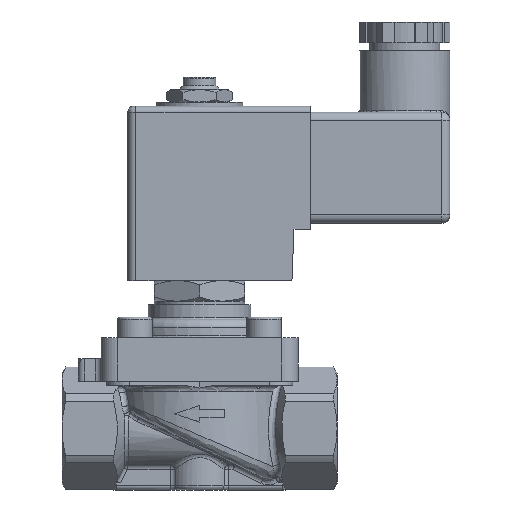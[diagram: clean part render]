
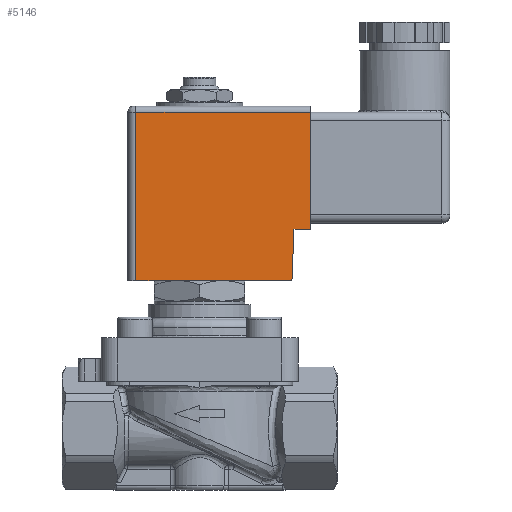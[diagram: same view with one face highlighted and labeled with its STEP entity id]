
A CAD part, left-side view. The second image highlights one B-rep face of the part: STEP entity #5146.
In plain terms, the highlighted planar face has unit normal (-1, 0, 0).
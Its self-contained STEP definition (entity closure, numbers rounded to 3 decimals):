
#185=LINE('',#7708,#486);
#190=LINE('',#7740,#491);
#199=LINE('',#7795,#500);
#200=LINE('',#7797,#501);
#201=LINE('',#7799,#502);
#202=LINE('',#7800,#503);
#486=VECTOR('',#6192,38.);
#491=VECTOR('',#6221,28.5);
#500=VECTOR('',#6258,42.5);
#501=VECTOR('',#6261,41.);
#502=VECTOR('',#6262,12.51);
#503=VECTOR('',#6263,4.);
#926=PLANE('',#5552);
#1214=FACE_OUTER_BOUND('',#1576,.T.);
#1576=EDGE_LOOP('',(#3604,#3605,#3606,#3607,#3608,#3609));
#2228=VERTEX_POINT('',#7698);
#2232=VERTEX_POINT('',#7706);
#2246=VERTEX_POINT('',#7737);
#2247=VERTEX_POINT('',#7739);
#2261=VERTEX_POINT('',#7791);
#2262=VERTEX_POINT('',#7798);
#2741=EDGE_CURVE('',#2232,#2228,#185,.T.);
#2756=EDGE_CURVE('',#2246,#2247,#190,.T.);
#2776=EDGE_CURVE('',#2261,#2246,#199,.T.);
#2777=EDGE_CURVE('',#2228,#2261,#200,.T.);
#2778=EDGE_CURVE('',#2262,#2232,#201,.T.);
#2779=EDGE_CURVE('',#2247,#2262,#202,.T.);
#3604=ORIENTED_EDGE('',*,*,#2776,.F.);
#3605=ORIENTED_EDGE('',*,*,#2777,.F.);
#3606=ORIENTED_EDGE('',*,*,#2741,.F.);
#3607=ORIENTED_EDGE('',*,*,#2778,.F.);
#3608=ORIENTED_EDGE('',*,*,#2779,.F.);
#3609=ORIENTED_EDGE('',*,*,#2756,.F.);
#5146=ADVANCED_FACE('',(#1214),#926,.F.);
#5552=AXIS2_PLACEMENT_3D('',#7796,#6259,#6260);
#6192=DIRECTION('',(0.,1.,0.));
#6221=DIRECTION('',(0.,0.,-1.));
#6258=DIRECTION('',(0.,-1.,0.));
#6259=DIRECTION('center_axis',(1.,0.,0.));
#6260=DIRECTION('ref_axis',(0.,0.,-1.));
#6261=DIRECTION('',(0.,0.,1.));
#6262=DIRECTION('',(0.,0.04,-0.999));
#6263=DIRECTION('',(0.,1.,0.));
#7698=CARTESIAN_POINT('',(-17.75,15.5,34.));
#7706=CARTESIAN_POINT('',(-17.75,-22.5,34.));
#7708=CARTESIAN_POINT('',(-17.75,-22.5,34.));
#7737=CARTESIAN_POINT('',(-17.75,-27.,75.));
#7739=CARTESIAN_POINT('',(-17.75,-27.,46.5));
#7740=CARTESIAN_POINT('',(-17.75,-27.,76.5));
#7791=CARTESIAN_POINT('',(-17.75,15.5,75.));
#7795=CARTESIAN_POINT('',(-17.75,-15.696,75.));
#7796=CARTESIAN_POINT('Origin',(-17.75,-4.393,55.599));
#7797=CARTESIAN_POINT('',(-17.75,15.5,66.049));
#7798=CARTESIAN_POINT('',(-17.75,-23.,46.5));
#7799=CARTESIAN_POINT('',(-17.75,-23.,46.5));
#7800=CARTESIAN_POINT('',(-17.75,-27.,46.5));
